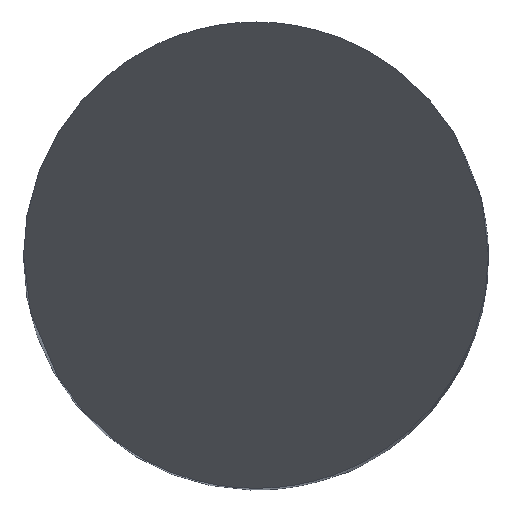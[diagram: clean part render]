
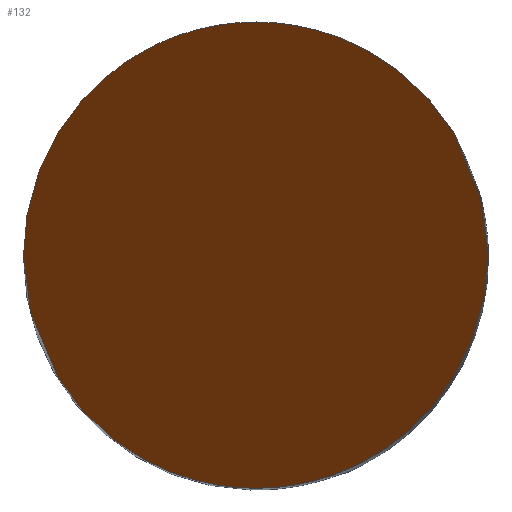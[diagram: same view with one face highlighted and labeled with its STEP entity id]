
A CAD part, top view. The second image highlights one B-rep face of the part: STEP entity #132.
In plain terms, the highlighted planar face has unit normal (0, -0.866, 0.5).
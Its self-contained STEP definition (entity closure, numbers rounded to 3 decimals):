
#132=ADVANCED_FACE('',(#174),#161,.F.);
#161=PLANE('',#562);
#174=FACE_OUTER_BOUND('',#203,.T.);
#203=EDGE_LOOP('',(#232,#233));
#232=ORIENTED_EDGE('',*,*,#423,.T.);
#233=ORIENTED_EDGE('',*,*,#424,.T.);
#376=VERTEX_POINT('',#733);
#377=VERTEX_POINT('',#734);
#423=EDGE_CURVE('',#376,#377,#495,.T.);
#424=EDGE_CURVE('',#377,#376,#496,.T.);
#495=(
BOUNDED_CURVE()
B_SPLINE_CURVE(3,(#729,#730,#731,#732),.UNSPECIFIED.,.F.,.F.)
B_SPLINE_CURVE_WITH_KNOTS((4,4),(0.,1.),.UNSPECIFIED.)
CURVE()
GEOMETRIC_REPRESENTATION_ITEM()
RATIONAL_B_SPLINE_CURVE((1.,0.333,0.333,1.))
REPRESENTATION_ITEM('')
);
#496=(
BOUNDED_CURVE()
B_SPLINE_CURVE(3,(#735,#736,#737,#738),.UNSPECIFIED.,.F.,.F.)
B_SPLINE_CURVE_WITH_KNOTS((4,4),(0.,1.),.UNSPECIFIED.)
CURVE()
GEOMETRIC_REPRESENTATION_ITEM()
RATIONAL_B_SPLINE_CURVE((1.,0.333,0.333,1.))
REPRESENTATION_ITEM('')
);
#562=AXIS2_PLACEMENT_3D('',#739,#605,#606);
#605=DIRECTION('',(0.,0.866,-0.5));
#606=DIRECTION('',(0.,0.5,0.866));
#729=CARTESIAN_POINT('',(3.5,0.,0.));
#730=CARTESIAN_POINT('',(3.5,7.,12.124));
#731=CARTESIAN_POINT('',(-3.5,7.,12.124));
#732=CARTESIAN_POINT('',(-3.5,0.,0.));
#733=CARTESIAN_POINT('',(3.5,0.,0.));
#734=CARTESIAN_POINT('',(-3.5,0.,0.));
#735=CARTESIAN_POINT('',(-3.5,0.,0.));
#736=CARTESIAN_POINT('',(-3.5,-7.,-12.124));
#737=CARTESIAN_POINT('',(3.5,-7.,-12.124));
#738=CARTESIAN_POINT('',(3.5,0.,0.));
#739=CARTESIAN_POINT('',(3.75,-3.5,-6.062));
